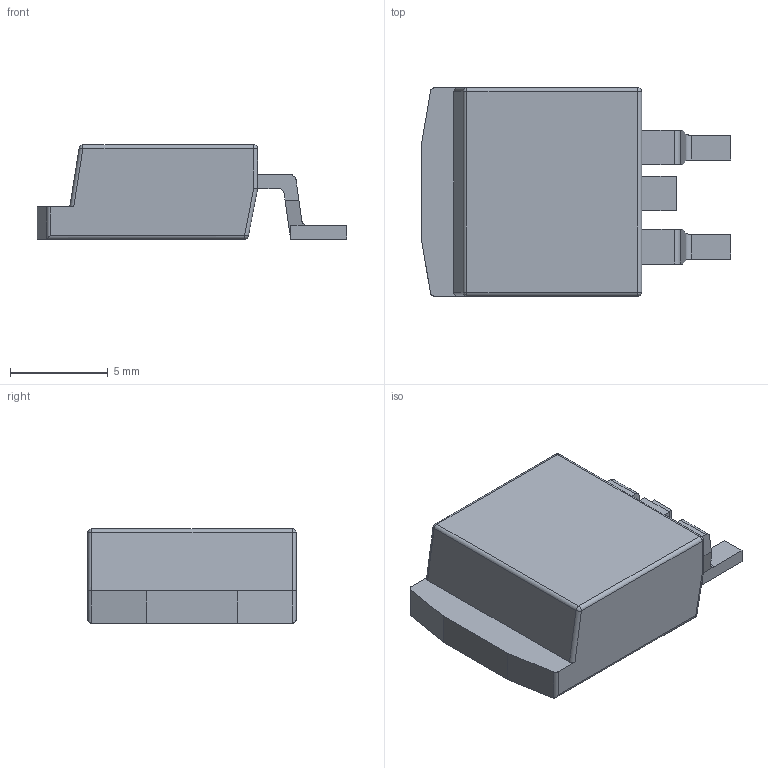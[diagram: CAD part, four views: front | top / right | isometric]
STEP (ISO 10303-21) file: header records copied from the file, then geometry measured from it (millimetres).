
FILE_DESCRIPTION (( 'STEP AP214' ), '1' );
FILE_NAME ('E7C9ED38-50AE-481C-B2C8-AD624F1F18BF.STEP', '2008-05-18T23:14:21', ( 'SysAdmin' ), ( 'SolidWorks' ), 'SwSTEP 2.0', 'SolidWorks 2008', '' );
FILE_SCHEMA (( 'AUTOMOTIVE_DESIGN' ));
Length unit declared in the file: inch
Products named in the file (1): E7C9ED38-50AE-481C-B2C8-AD624F1F18BF
Bounding box: 15.88 x 10.67 x 4.83 mm (x, y, z)
Volume: 523.5 mm3; surface area: 486.2 mm2
Topology: 1 solids, 1 shells, 72 faces, 182 edges, 110 vertices
Faces by surface type: plane 45, cylinder 21, sphere 6
Entity records: 2452 total; most frequent: CARTESIAN_POINT 395, ORIENTED_EDGE 356, DIRECTION 340, EDGE_CURVE 178, LINE 138, VECTOR 138, VERTEX_POINT 108, AXIS2_PLACEMENT_3D 101
